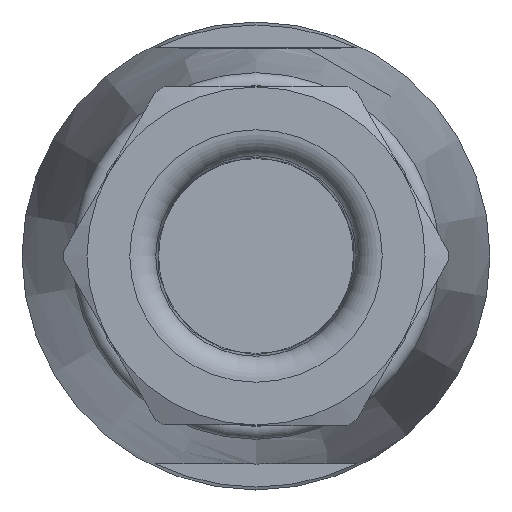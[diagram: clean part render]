
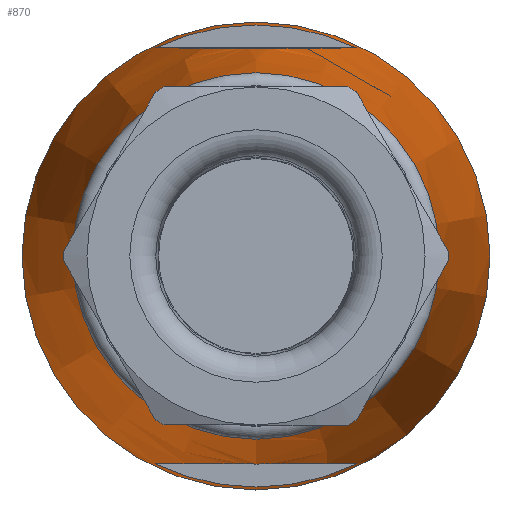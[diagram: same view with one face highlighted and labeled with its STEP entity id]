
A CAD part, left-side view. The second image highlights one B-rep face of the part: STEP entity #870.
In plain terms, the highlighted conical face has half-angle 6.52 degrees and reference radius 9 mm.
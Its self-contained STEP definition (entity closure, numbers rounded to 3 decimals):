
#649=CONICAL_SURFACE('',#3019,9.,6.52);
#870=ADVANCED_FACE('',(#1321,#1322,#1323,#1324),#649,.T.);
#1293=B_SPLINE_CURVE_WITH_KNOTS('',3,(#4586,#4587,#4588,#4589,#4590,#4591,
#4592,#4593,#4594,#4595,#4596,#4597,#4598,#4599,#4600,#4601,#4602,#4603),
 .UNSPECIFIED.,.F.,.F.,(4,2,2,2,2,2,2,2,4),(0.,0.25,0.375,0.438,0.5,0.563,
0.625,0.75,1.),.UNSPECIFIED.);
#1294=B_SPLINE_CURVE_WITH_KNOTS('',3,(#4607,#4608,#4609,#4610,#4611,#4612,
#4613,#4614,#4615,#4616,#4617,#4618,#4619,#4620,#4621,#4622,#4623,#4624),
 .UNSPECIFIED.,.F.,.F.,(4,2,2,2,2,2,2,2,4),(0.,0.25,0.375,0.438,0.5,0.563,
0.625,0.75,1.),.UNSPECIFIED.);
#1321=FACE_BOUND('',#1424,.T.);
#1322=FACE_BOUND('',#1425,.T.);
#1323=FACE_BOUND('',#1426,.T.);
#1324=FACE_BOUND('',#1427,.T.);
#1424=EDGE_LOOP('',(#1717));
#1425=EDGE_LOOP('',(#1718));
#1426=EDGE_LOOP('',(#1719,#1720));
#1427=EDGE_LOOP('',(#1721,#1722));
#1717=ORIENTED_EDGE('',*,*,#2521,.T.);
#1718=ORIENTED_EDGE('',*,*,#2522,.F.);
#1719=ORIENTED_EDGE('',*,*,#2523,.T.);
#1720=ORIENTED_EDGE('',*,*,#2524,.T.);
#1721=ORIENTED_EDGE('',*,*,#2525,.F.);
#1722=ORIENTED_EDGE('',*,*,#2526,.F.);
#2267=VERTEX_POINT('',#4583);
#2268=VERTEX_POINT('',#4585);
#2269=VERTEX_POINT('',#4604);
#2270=VERTEX_POINT('',#4605);
#2271=VERTEX_POINT('',#4625);
#2272=VERTEX_POINT('',#4626);
#2521=EDGE_CURVE('',#2267,#2267,#2826,.T.);
#2522=EDGE_CURVE('',#2268,#2268,#2827,.T.);
#2523=EDGE_CURVE('',#2269,#2270,#1293,.T.);
#2524=EDGE_CURVE('',#2270,#2269,#2828,.T.);
#2525=EDGE_CURVE('',#2271,#2272,#1294,.T.);
#2526=EDGE_CURVE('',#2272,#2271,#2829,.T.);
#2826=CIRCLE('',#3015,9.);
#2827=CIRCLE('',#3016,7.051);
#2828=CIRCLE('',#3017,8.886);
#2829=CIRCLE('',#3018,8.886);
#3015=AXIS2_PLACEMENT_3D('',#4582,#3408,#3409);
#3016=AXIS2_PLACEMENT_3D('',#4584,#3410,#3411);
#3017=AXIS2_PLACEMENT_3D('',#4606,#3412,#3413);
#3018=AXIS2_PLACEMENT_3D('',#4627,#3414,#3415);
#3019=AXIS2_PLACEMENT_3D('',#4628,#3416,#3417);
#3408=DIRECTION('',(-1.,0.,0.));
#3409=DIRECTION('',(0.,0.,-1.));
#3410=DIRECTION('',(-1.,0.,0.));
#3411=DIRECTION('',(0.,0.,-1.));
#3412=DIRECTION('',(1.,0.,0.));
#3413=DIRECTION('',(0.,-1.,0.));
#3414=DIRECTION('',(-1.,0.,0.));
#3415=DIRECTION('',(0.,1.,0.));
#3416=DIRECTION('',(1.,0.,0.));
#3417=DIRECTION('',(0.,0.,1.));
#4582=CARTESIAN_POINT('',(-0.5,0.,0.));
#4583=CARTESIAN_POINT('',(-0.5,0.,-9.));
#4584=CARTESIAN_POINT('',(-17.557,0.,0.));
#4585=CARTESIAN_POINT('',(-17.557,0.,-7.051));
#4586=CARTESIAN_POINT('',(-1.5,3.867,-8.));
#4587=CARTESIAN_POINT('',(-2.925,3.493,-8.));
#4588=CARTESIAN_POINT('',(-4.341,3.088,-8.));
#4589=CARTESIAN_POINT('',(-6.42,2.311,-8.));
#4590=CARTESIAN_POINT('',(-7.115,2.023,-8.));
#4591=CARTESIAN_POINT('',(-8.091,1.473,-8.));
#4592=CARTESIAN_POINT('',(-8.405,1.272,-8.));
#4593=CARTESIAN_POINT('',(-8.962,0.769,-8.));
#4594=CARTESIAN_POINT('',(-9.222,0.445,-8.));
#4595=CARTESIAN_POINT('',(-9.274,-0.324,-8.));
#4596=CARTESIAN_POINT('',(-9.041,-0.673,-8.));
#4597=CARTESIAN_POINT('',(-8.5,-1.203,-8.));
#4598=CARTESIAN_POINT('',(-8.18,-1.416,-8.));
#4599=CARTESIAN_POINT('',(-7.205,-1.983,-8.));
#4600=CARTESIAN_POINT('',(-6.506,-2.276,-8.));
#4601=CARTESIAN_POINT('',(-4.392,-3.074,-8.));
#4602=CARTESIAN_POINT('',(-2.95,-3.487,-8.));
#4603=CARTESIAN_POINT('',(-1.5,-3.867,-8.));
#4604=CARTESIAN_POINT('',(-1.5,3.867,-8.));
#4605=CARTESIAN_POINT('',(-1.5,-3.867,-8.));
#4606=CARTESIAN_POINT('',(-1.5,0.,0.));
#4607=CARTESIAN_POINT('',(-1.5,3.867,8.));
#4608=CARTESIAN_POINT('',(-2.925,3.493,8.));
#4609=CARTESIAN_POINT('',(-4.341,3.088,8.));
#4610=CARTESIAN_POINT('',(-6.42,2.311,8.));
#4611=CARTESIAN_POINT('',(-7.115,2.023,8.));
#4612=CARTESIAN_POINT('',(-8.091,1.473,8.));
#4613=CARTESIAN_POINT('',(-8.405,1.272,8.));
#4614=CARTESIAN_POINT('',(-8.962,0.769,8.));
#4615=CARTESIAN_POINT('',(-9.222,0.445,8.));
#4616=CARTESIAN_POINT('',(-9.274,-0.324,8.));
#4617=CARTESIAN_POINT('',(-9.041,-0.673,8.));
#4618=CARTESIAN_POINT('',(-8.5,-1.203,8.));
#4619=CARTESIAN_POINT('',(-8.18,-1.416,8.));
#4620=CARTESIAN_POINT('',(-7.205,-1.983,8.));
#4621=CARTESIAN_POINT('',(-6.506,-2.276,8.));
#4622=CARTESIAN_POINT('',(-4.392,-3.074,8.));
#4623=CARTESIAN_POINT('',(-2.95,-3.487,8.));
#4624=CARTESIAN_POINT('',(-1.5,-3.867,8.));
#4625=CARTESIAN_POINT('',(-1.5,3.867,8.));
#4626=CARTESIAN_POINT('',(-1.5,-3.867,8.));
#4627=CARTESIAN_POINT('',(-1.5,0.,0.));
#4628=CARTESIAN_POINT('',(-0.5,0.,0.));
